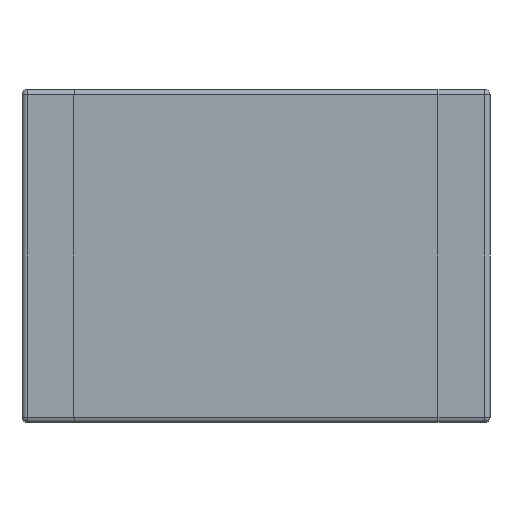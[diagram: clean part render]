
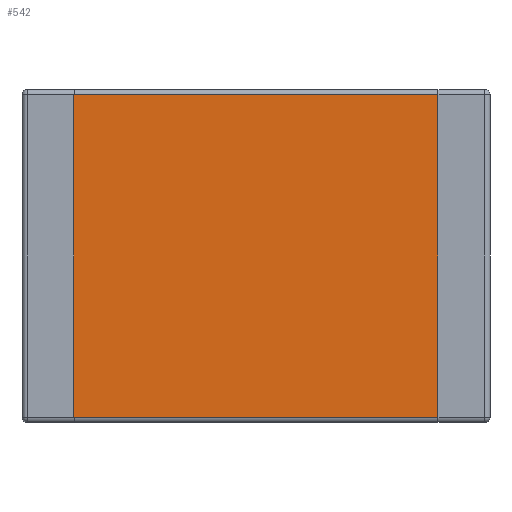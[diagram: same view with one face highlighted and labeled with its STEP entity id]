
A CAD part, front view. The second image highlights one B-rep face of the part: STEP entity #542.
In plain terms, the highlighted planar face has unit normal (0, -1, 0).
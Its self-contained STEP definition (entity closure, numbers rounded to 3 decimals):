
#2 = EDGE_CURVE ( 'NONE', #713, #648, #881, .T. ) ;
#500 = ORIENTED_EDGE ( 'NONE', *, *, #594, .F. ) ;
#503 = EDGE_CURVE ( 'NONE', #581, #593, #892, .T. ) ;
#504 = ORIENTED_EDGE ( 'NONE', *, *, #2, .T. ) ;
#507 = EDGE_LOOP ( 'NONE', ( #508, #509, #500, #504 ) ) ;
#508 = ORIENTED_EDGE ( 'NONE', *, *, #588, .F. ) ;
#509 = ORIENTED_EDGE ( 'NONE', *, *, #503, .T. ) ;
#542 = ADVANCED_FACE ( 'NONE', ( #1015 ), #1055, .T. ) ;
#581 = VERTEX_POINT ( 'NONE', #1217 ) ;
#588 = EDGE_CURVE ( 'NONE', #581, #648, #1223, .T. ) ;
#593 = VERTEX_POINT ( 'NONE', #1271 ) ;
#594 = EDGE_CURVE ( 'NONE', #713, #593, #1269, .T. ) ;
#648 = VERTEX_POINT ( 'NONE', #1405 ) ;
#713 = VERTEX_POINT ( 'NONE', #1644 ) ;
#878 = DIRECTION ( 'NONE',  ( -1., 0., 0. ) ) ;
#879 = VECTOR ( 'NONE', #878, 1000. ) ;
#880 = CARTESIAN_POINT ( 'NONE',  ( -2.25, 0., 1.55 ) ) ;
#881 = LINE ( 'NONE', #880, #879 ) ;
#889 = DIRECTION ( 'NONE',  ( 1., 0., 0. ) ) ;
#890 = VECTOR ( 'NONE', #889, 1000. ) ;
#891 = CARTESIAN_POINT ( 'NONE',  ( 2.25, 0., -1.55 ) ) ;
#892 = LINE ( 'NONE', #891, #890 ) ;
#1015 = FACE_OUTER_BOUND ( 'NONE', #507, .T. ) ;
#1049 = DIRECTION ( 'NONE',  ( 0., 0., -1. ) ) ;
#1050 = DIRECTION ( 'NONE',  ( 0., -1., 0. ) ) ;
#1051 = CARTESIAN_POINT ( 'NONE',  ( 2.25, 0., -1.6 ) ) ;
#1052 = AXIS2_PLACEMENT_3D ( 'NONE', #1051, #1050, #1049 ) ;
#1055 = PLANE ( 'NONE',  #1052 ) ;
#1217 = CARTESIAN_POINT ( 'NONE',  ( -1.75, 0., -1.55 ) ) ;
#1223 = LINE ( 'NONE', #1278, #1277 ) ;
#1266 = DIRECTION ( 'NONE',  ( 0., 0., -1. ) ) ;
#1267 = VECTOR ( 'NONE', #1266, 1000. ) ;
#1268 = CARTESIAN_POINT ( 'NONE',  ( 1.75, 0., -1.6 ) ) ;
#1269 = LINE ( 'NONE', #1268, #1267 ) ;
#1271 = CARTESIAN_POINT ( 'NONE',  ( 1.75, 0., -1.55 ) ) ;
#1276 = DIRECTION ( 'NONE',  ( 0., 0., 1. ) ) ;
#1277 = VECTOR ( 'NONE', #1276, 1000. ) ;
#1278 = CARTESIAN_POINT ( 'NONE',  ( -1.75, 0., -1.6 ) ) ;
#1405 = CARTESIAN_POINT ( 'NONE',  ( -1.75, 0., 1.55 ) ) ;
#1644 = CARTESIAN_POINT ( 'NONE',  ( 1.75, 0., 1.55 ) ) ;
